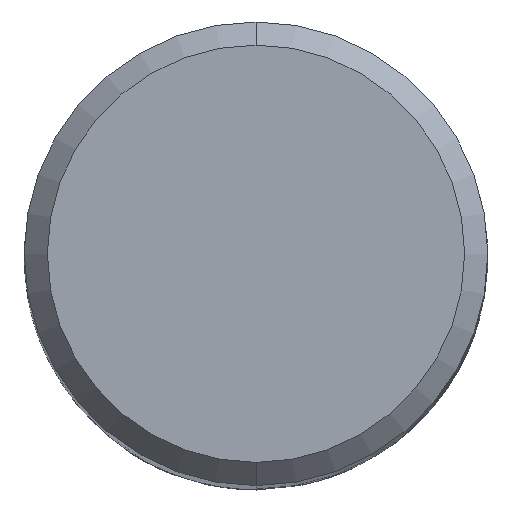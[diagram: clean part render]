
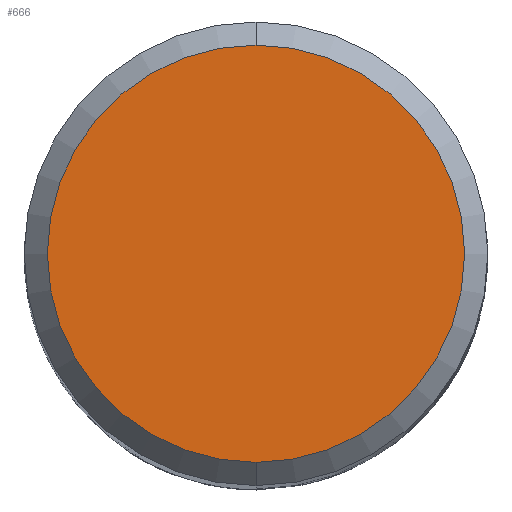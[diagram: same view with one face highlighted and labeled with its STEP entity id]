
A CAD part, top view. The second image highlights one B-rep face of the part: STEP entity #666.
In plain terms, the highlighted planar face has unit normal (0, 0, 1).
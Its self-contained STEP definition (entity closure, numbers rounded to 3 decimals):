
#402=EDGE_CURVE('',#716,#420,#905,.T.);
#420=VERTEX_POINT('',#923);
#666=ADVANCED_FACE('',(#1195),#1196,.T.);
#672=EDGE_CURVE('',#420,#716,#1202,.T.);
#716=VERTEX_POINT('',#1254);
#905=CIRCLE('',#2240,5.4);
#923=CARTESIAN_POINT('',(0.0,5.4,0.0));
#1195=FACE_OUTER_BOUND('',#4894,.T.);
#1196=PLANE('',#4895);
#1202=CIRCLE('',#4956,5.4);
#1254=CARTESIAN_POINT('',(0.,-5.4,0.0));
#2240=AXIS2_PLACEMENT_3D('',#5772,#5773,#5774);
#4894=EDGE_LOOP('',(#6148,#6149));
#4895=AXIS2_PLACEMENT_3D('',#6150,#6151,#6152);
#4956=AXIS2_PLACEMENT_3D('',#6156,#6157,#6158);
#5772=CARTESIAN_POINT('',(0.0,0.0,0.0));
#5773=DIRECTION('',(0.0,0.0,-1.0));
#5774=DIRECTION('',(0.0,1.0,0.0));
#6148=ORIENTED_EDGE('',*,*,#672,.F.);
#6149=ORIENTED_EDGE('',*,*,#402,.F.);
#6150=CARTESIAN_POINT('',(0.0,2.7,0.0));
#6151=DIRECTION('',(-0.0,0.0,1.0));
#6152=DIRECTION('',(0.0,-1.0,0.0));
#6156=CARTESIAN_POINT('',(0.0,0.0,0.0));
#6157=DIRECTION('',(0.0,0.0,-1.0));
#6158=DIRECTION('',(0.0,1.0,0.0));
